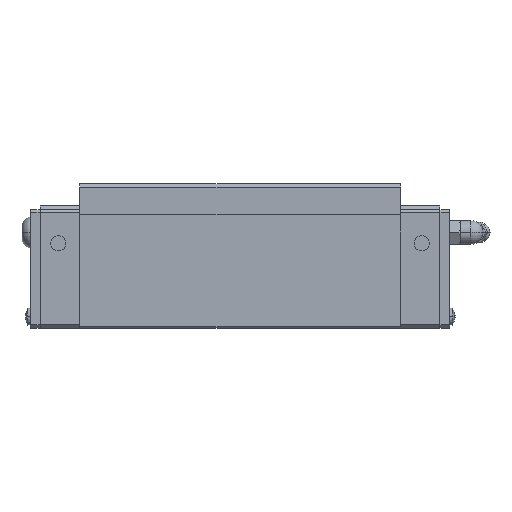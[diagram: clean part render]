
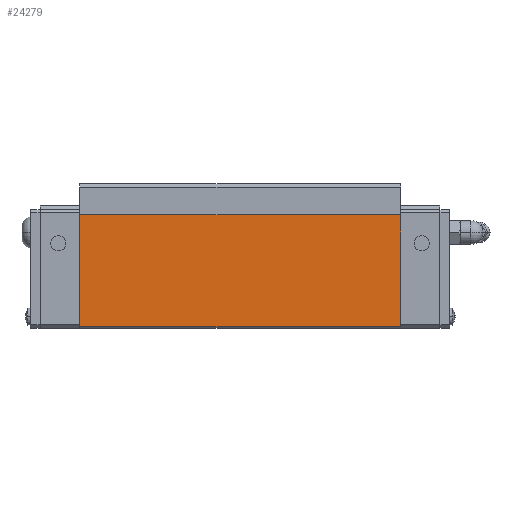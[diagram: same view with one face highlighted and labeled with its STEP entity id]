
A CAD part, left-side view. The second image highlights one B-rep face of the part: STEP entity #24279.
In plain terms, the highlighted planar face has unit normal (-1, 0, 0).
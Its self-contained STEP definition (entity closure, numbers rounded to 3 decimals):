
#1360 = ORIENTED_EDGE ( 'NONE', *, *, #24144, .F. ) ;
#1880 = LINE ( 'NONE', #17476, #7581 ) ;
#2135 = CARTESIAN_POINT ( 'NONE',  ( -34.49, 16.201, 44.8 ) ) ;
#2352 = CARTESIAN_POINT ( 'NONE',  ( -34.49, 16.201, 7.99 ) ) ;
#6533 = VECTOR ( 'NONE', #17656, 1000. ) ;
#7138 = ORIENTED_EDGE ( 'NONE', *, *, #15235, .T. ) ;
#7390 = EDGE_CURVE ( 'NONE', #14243, #20355, #19446, .T. ) ;
#7581 = VECTOR ( 'NONE', #25313, 1000. ) ;
#7736 = CARTESIAN_POINT ( 'NONE',  ( -34.49, 69.101, 17.3 ) ) ;
#8573 = VECTOR ( 'NONE', #17602, 1000. ) ;
#9580 = CARTESIAN_POINT ( 'NONE',  ( -34.49, 16.201, 7.99 ) ) ;
#10660 = LINE ( 'NONE', #18479, #14947 ) ;
#13957 = EDGE_LOOP ( 'NONE', ( #1360, #19947, #19807, #7138 ) ) ;
#14243 = VERTEX_POINT ( 'NONE', #2352 ) ;
#14947 = VECTOR ( 'NONE', #24381, 1000. ) ;
#14987 = EDGE_CURVE ( 'NONE', #16051, #14243, #1880, .T. ) ;
#15235 = EDGE_CURVE ( 'NONE', #16051, #22023, #10660, .T. ) ;
#15291 = CARTESIAN_POINT ( 'NONE',  ( -34.49, 122.001, 7.99 ) ) ;
#15545 = DIRECTION ( 'NONE',  ( -1., 0., 0. ) ) ;
#16051 = VERTEX_POINT ( 'NONE', #2135 ) ;
#16507 = CARTESIAN_POINT ( 'NONE',  ( -34.49, 122.001, 44.8 ) ) ;
#17469 = FACE_OUTER_BOUND ( 'NONE', #13957, .T. ) ;
#17476 = CARTESIAN_POINT ( 'NONE',  ( -34.49, 16.201, 44.8 ) ) ;
#17602 = DIRECTION ( 'NONE',  ( 0., 0., 1. ) ) ;
#17656 = DIRECTION ( 'NONE',  ( 0., 1., 0. ) ) ;
#18387 = AXIS2_PLACEMENT_3D ( 'NONE', #7736, #15545, #23394 ) ;
#18479 = CARTESIAN_POINT ( 'NONE',  ( -34.49, 16.201, 44.8 ) ) ;
#19446 = LINE ( 'NONE', #9580, #6533 ) ;
#19526 = LINE ( 'NONE', #23138, #8573 ) ;
#19807 = ORIENTED_EDGE ( 'NONE', *, *, #14987, .F. ) ;
#19947 = ORIENTED_EDGE ( 'NONE', *, *, #7390, .F. ) ;
#20355 = VERTEX_POINT ( 'NONE', #15291 ) ;
#22023 = VERTEX_POINT ( 'NONE', #16507 ) ;
#23138 = CARTESIAN_POINT ( 'NONE',  ( -34.49, 122.001, 7.99 ) ) ;
#23394 = DIRECTION ( 'NONE',  ( 0., 0., 1. ) ) ;
#24144 = EDGE_CURVE ( 'NONE', #20355, #22023, #19526, .T. ) ;
#24279 = ADVANCED_FACE ( 'NONE', ( #17469 ), #25304, .T. ) ;
#24381 = DIRECTION ( 'NONE',  ( 0., 1., 0. ) ) ;
#25304 = PLANE ( 'NONE',  #18387 ) ;
#25313 = DIRECTION ( 'NONE',  ( 0., 0., -1. ) ) ;
